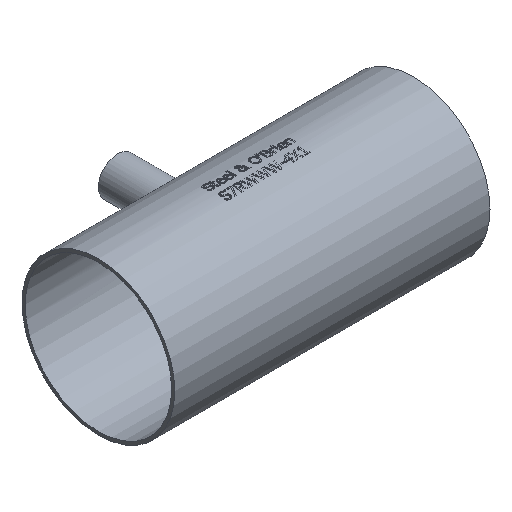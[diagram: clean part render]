
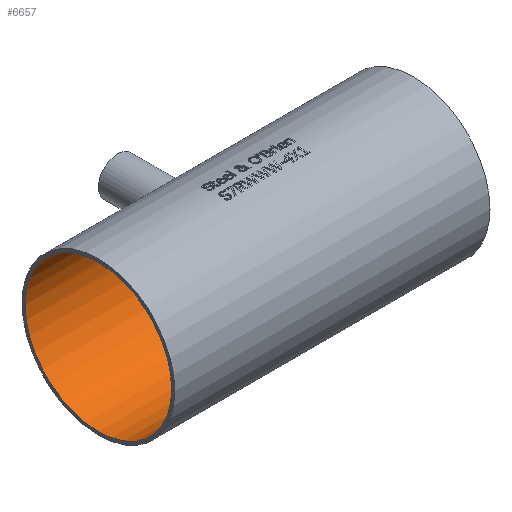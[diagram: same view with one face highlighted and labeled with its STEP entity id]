
A CAD part, isometric view. The second image highlights one B-rep face of the part: STEP entity #6657.
In plain terms, the highlighted cylindrical face has radius 48.692 mm (diameter 97.384 mm), a full revolution.
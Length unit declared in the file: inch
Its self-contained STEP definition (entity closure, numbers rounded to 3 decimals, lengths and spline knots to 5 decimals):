
#143=FACE_BOUND('',#1238,.T.);
#144=FACE_BOUND('',#1239,.T.);
#145=FACE_BOUND('',#1240,.T.);
#1238=EDGE_LOOP('',(#6223));
#1239=EDGE_LOOP('',(#6224));
#1240=EDGE_LOOP('',(#6225));
#1535=B_SPLINE_CURVE_WITH_KNOTS('',3,(#14055,#14056,#14057,#14058,#14059,
#14060,#14061,#14062,#14063,#14064,#14065,#14066,#14067,#14068,#14069,#14070,
#14071,#14072,#14073,#14074,#14075,#14076,#14077,#14078,#14079,#14080,#14081,
#14082,#14083,#14084,#14085,#14086,#14087,#14088),.UNSPECIFIED.,.T.,.F.,
(4,2,2,2,2,2,2,2,2,2,2,2,2,2,2,2,4),(0.,0.41779,0.83558,
1.25333,1.67109,2.08884,2.50659,2.92438,
3.34217,3.75997,4.17776,4.59551,5.01326,
5.43101,5.84877,6.26656,6.68435),
 .UNSPECIFIED.);
#2627=CIRCLE('',#7086,1.917);
#2628=CIRCLE('',#7087,1.917);
#3283=VERTEX_POINT('',#14054);
#3284=VERTEX_POINT('',#14090);
#3285=VERTEX_POINT('',#14092);
#4265=EDGE_CURVE('',#3283,#3283,#1535,.T.);
#4266=EDGE_CURVE('',#3284,#3284,#2627,.T.);
#4267=EDGE_CURVE('',#3285,#3285,#2628,.T.);
#6223=ORIENTED_EDGE('',*,*,#4265,.T.);
#6224=ORIENTED_EDGE('',*,*,#4266,.F.);
#6225=ORIENTED_EDGE('',*,*,#4267,.F.);
#6269=CYLINDRICAL_SURFACE('',#7085,1.917);
#6657=ADVANCED_FACE('',(#143,#144,#145),#6269,.F.);
#7085=AXIS2_PLACEMENT_3D('',#14089,#8423,#8424);
#7086=AXIS2_PLACEMENT_3D('',#14091,#8425,#8426);
#7087=AXIS2_PLACEMENT_3D('',#14093,#8427,#8428);
#8423=DIRECTION('center_axis',(-1.,0.,0.));
#8424=DIRECTION('ref_axis',(0.,0.,1.));
#8425=DIRECTION('center_axis',(1.,0.,0.));
#8426=DIRECTION('ref_axis',(0.,0.,1.));
#8427=DIRECTION('center_axis',(-1.,0.,0.));
#8428=DIRECTION('ref_axis',(0.,0.,1.));
#14054=CARTESIAN_POINT('',(0.,1.86699,0.435));
#14055=CARTESIAN_POINT('Ctrl Pts',(0.,1.86699,
0.435));
#14056=CARTESIAN_POINT('Ctrl Pts',(0.05483,1.86699,0.435));
#14057=CARTESIAN_POINT('Ctrl Pts',(0.11317,1.86966,0.424));
#14058=CARTESIAN_POINT('Ctrl Pts',(0.22029,1.87919,0.37955));
#14059=CARTESIAN_POINT('Ctrl Pts',(0.26908,1.8859,0.34611));
#14060=CARTESIAN_POINT('Ctrl Pts',(0.3461,1.89842,0.26908));
#14061=CARTESIAN_POINT('Ctrl Pts',(0.37955,1.90506,0.22029));
#14062=CARTESIAN_POINT('Ctrl Pts',(0.424,1.91441,0.11317));
#14063=CARTESIAN_POINT('Ctrl Pts',(0.435,1.917,0.05482));
#14064=CARTESIAN_POINT('Ctrl Pts',(0.435,1.917,-0.05482));
#14065=CARTESIAN_POINT('Ctrl Pts',(0.424,1.91441,-0.11317));
#14066=CARTESIAN_POINT('Ctrl Pts',(0.37955,1.90506,-0.22029));
#14067=CARTESIAN_POINT('Ctrl Pts',(0.3461,1.89842,-0.26908));
#14068=CARTESIAN_POINT('Ctrl Pts',(0.26908,1.8859,-0.34611));
#14069=CARTESIAN_POINT('Ctrl Pts',(0.22029,1.87919,-0.37955));
#14070=CARTESIAN_POINT('Ctrl Pts',(0.11317,1.86966,-0.424));
#14071=CARTESIAN_POINT('Ctrl Pts',(0.05483,1.86699,-0.435));
#14072=CARTESIAN_POINT('Ctrl Pts',(-0.05483,1.86699,-0.435));
#14073=CARTESIAN_POINT('Ctrl Pts',(-0.11317,1.86966,
-0.424));
#14074=CARTESIAN_POINT('Ctrl Pts',(-0.22029,1.87919,-0.37955));
#14075=CARTESIAN_POINT('Ctrl Pts',(-0.26908,1.8859,
-0.34611));
#14076=CARTESIAN_POINT('Ctrl Pts',(-0.3461,1.89842,
-0.26908));
#14077=CARTESIAN_POINT('Ctrl Pts',(-0.37955,1.90506,-0.22029));
#14078=CARTESIAN_POINT('Ctrl Pts',(-0.424,1.91441,
-0.11317));
#14079=CARTESIAN_POINT('Ctrl Pts',(-0.435,1.917,-0.05482));
#14080=CARTESIAN_POINT('Ctrl Pts',(-0.435,1.917,0.05482));
#14081=CARTESIAN_POINT('Ctrl Pts',(-0.424,1.91441,
0.11317));
#14082=CARTESIAN_POINT('Ctrl Pts',(-0.37955,1.90506,0.22029));
#14083=CARTESIAN_POINT('Ctrl Pts',(-0.3461,1.89842,
0.26908));
#14084=CARTESIAN_POINT('Ctrl Pts',(-0.26908,1.8859,
0.34611));
#14085=CARTESIAN_POINT('Ctrl Pts',(-0.22029,1.87919,0.37955));
#14086=CARTESIAN_POINT('Ctrl Pts',(-0.11317,1.86966,
0.424));
#14087=CARTESIAN_POINT('Ctrl Pts',(-0.05483,1.86699,0.435));
#14088=CARTESIAN_POINT('Ctrl Pts',(0.,1.86699,0.435));
#14089=CARTESIAN_POINT('Origin',(4.125,0.,0.));
#14090=CARTESIAN_POINT('',(-4.125,0.,-1.917));
#14091=CARTESIAN_POINT('Origin',(-4.125,0.,0.));
#14092=CARTESIAN_POINT('',(4.125,0.,-1.917));
#14093=CARTESIAN_POINT('Origin',(4.125,0.,0.));
